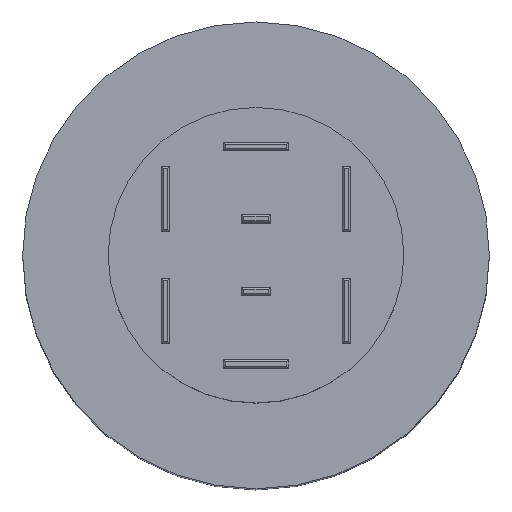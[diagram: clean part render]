
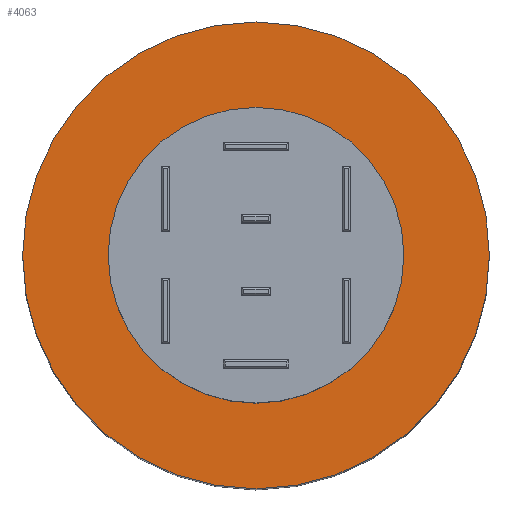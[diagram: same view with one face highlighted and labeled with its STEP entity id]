
A CAD part, top view. The second image highlights one B-rep face of the part: STEP entity #4063.
In plain terms, the highlighted planar face has unit normal (0, 0, 1).
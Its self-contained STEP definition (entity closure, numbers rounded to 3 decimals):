
#493 = AXIS2_PLACEMENT_3D ( 'NONE', #1031, #3284, #1333 ) ;
#801 = CIRCLE ( 'NONE', #2611, 22.5 ) ;
#875 = FACE_OUTER_BOUND ( 'NONE', #2487, .T. ) ;
#943 = PLANE ( 'NONE',  #2389 ) ;
#985 = CARTESIAN_POINT ( 'NONE',  ( 22.5, 0., 73. ) ) ;
#1031 = CARTESIAN_POINT ( 'NONE',  ( 0., 0., 73. ) ) ;
#1159 = FACE_BOUND ( 'NONE', #2086, .T. ) ;
#1175 = CIRCLE ( 'NONE', #493, 22.5 ) ;
#1227 = DIRECTION ( 'NONE',  ( 0., 0., 1. ) ) ;
#1250 = DIRECTION ( 'NONE',  ( 1., 0., 0. ) ) ;
#1333 = DIRECTION ( 'NONE',  ( 1., 0., 0. ) ) ;
#1347 = VERTEX_POINT ( 'NONE', #2562 ) ;
#1595 = DIRECTION ( 'NONE',  ( 0., 0., 1. ) ) ;
#1648 = DIRECTION ( 'NONE',  ( 0., 0., 1. ) ) ;
#1764 = VERTEX_POINT ( 'NONE', #2089 ) ;
#1956 = AXIS2_PLACEMENT_3D ( 'NONE', #3163, #1227, #3475 ) ;
#2072 = CARTESIAN_POINT ( 'NONE',  ( -14.25, 0., 73. ) ) ;
#2086 = EDGE_LOOP ( 'NONE', ( #3567, #2764 ) ) ;
#2089 = CARTESIAN_POINT ( 'NONE',  ( 14.25, 0., 73. ) ) ;
#2124 = ORIENTED_EDGE ( 'NONE', *, *, #2462, .T. ) ;
#2177 = CIRCLE ( 'NONE', #1956, 14.25 ) ;
#2181 = AXIS2_PLACEMENT_3D ( 'NONE', #3484, #1595, #3773 ) ;
#2389 = AXIS2_PLACEMENT_3D ( 'NONE', #2863, #3189, #1250 ) ;
#2397 = VERTEX_POINT ( 'NONE', #985 ) ;
#2413 = CIRCLE ( 'NONE', #2181, 14.25 ) ;
#2462 = EDGE_CURVE ( 'NONE', #2397, #1347, #1175, .T. ) ;
#2487 = EDGE_LOOP ( 'NONE', ( #3871, #2124 ) ) ;
#2562 = CARTESIAN_POINT ( 'NONE',  ( -22.5, 0., 73. ) ) ;
#2611 = AXIS2_PLACEMENT_3D ( 'NONE', #3539, #1648, #3823 ) ;
#2764 = ORIENTED_EDGE ( 'NONE', *, *, #3499, .F. ) ;
#2863 = CARTESIAN_POINT ( 'NONE',  ( 0., 0., 73. ) ) ;
#3163 = CARTESIAN_POINT ( 'NONE',  ( 0., 0., 73. ) ) ;
#3189 = DIRECTION ( 'NONE',  ( 0., 0., 1. ) ) ;
#3284 = DIRECTION ( 'NONE',  ( 0., 0., 1. ) ) ;
#3475 = DIRECTION ( 'NONE',  ( 1., 0., 0. ) ) ;
#3484 = CARTESIAN_POINT ( 'NONE',  ( 0., 0., 73. ) ) ;
#3499 = EDGE_CURVE ( 'NONE', #1764, #3830, #2177, .T. ) ;
#3539 = CARTESIAN_POINT ( 'NONE',  ( 0., 0., 73. ) ) ;
#3567 = ORIENTED_EDGE ( 'NONE', *, *, #4047, .F. ) ;
#3609 = EDGE_CURVE ( 'NONE', #1347, #2397, #801, .T. ) ;
#3773 = DIRECTION ( 'NONE',  ( 1., 0., 0. ) ) ;
#3823 = DIRECTION ( 'NONE',  ( 1., 0., 0. ) ) ;
#3830 = VERTEX_POINT ( 'NONE', #2072 ) ;
#3871 = ORIENTED_EDGE ( 'NONE', *, *, #3609, .T. ) ;
#4047 = EDGE_CURVE ( 'NONE', #3830, #1764, #2413, .T. ) ;
#4063 = ADVANCED_FACE ( 'NONE', ( #875, #1159 ), #943, .T. ) ;
